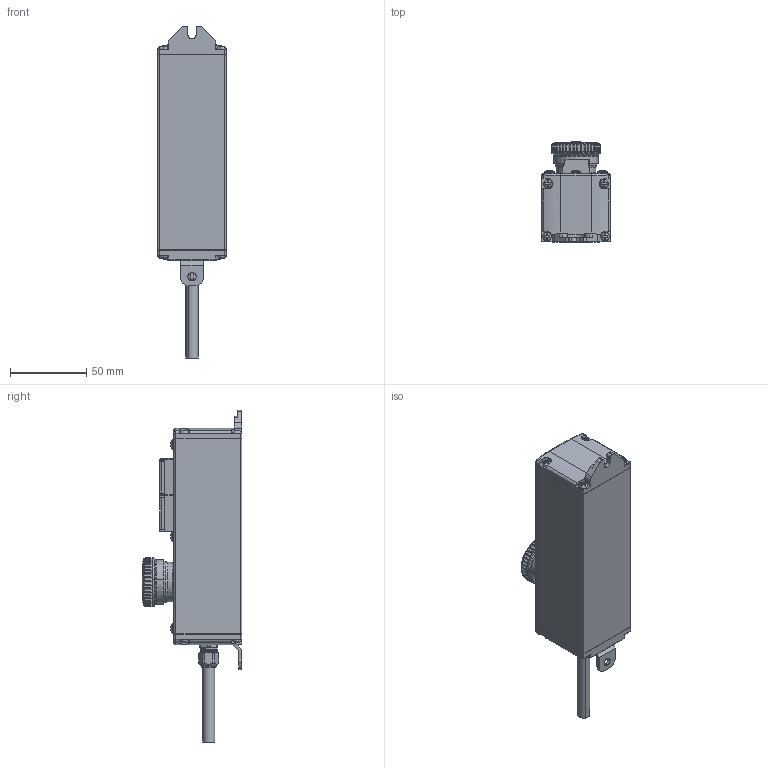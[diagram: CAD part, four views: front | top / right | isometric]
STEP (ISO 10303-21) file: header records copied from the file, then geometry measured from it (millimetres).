
FILE_DESCRIPTION (( 'STEP AP203' ), '1' );
FILE_NAME ('R4C-310-STP.step', '2024-06-24T04:22:13', ( '' ), ( '' ), 'SwSTEP 2.0', 'SolidWorks 2011', '' );
FILE_SCHEMA (( 'CONFIG_CONTROL_DESIGN' ));
Products named in the file (1): R4C-310-STP
Bounding box: 45 x 65.6 x 217.9 mm (x, y, z)
Volume: 311362 mm3; surface area: 37096.2 mm2
Topology: 1 solids, 1 shells, 893 faces, 2372 edges, 1496 vertices
Faces by surface type: plane 400, cylinder 300, bspline 92, cone 55, torus 38, sphere 8
Entity records: 38553 total; most frequent: CARTESIAN_POINT 16915, ORIENTED_EDGE 4716, DIRECTION 4372, EDGE_CURVE 2358, AXIS2_PLACEMENT_3D 1620, VERTEX_POINT 1496, LINE 1132, VECTOR 1132
